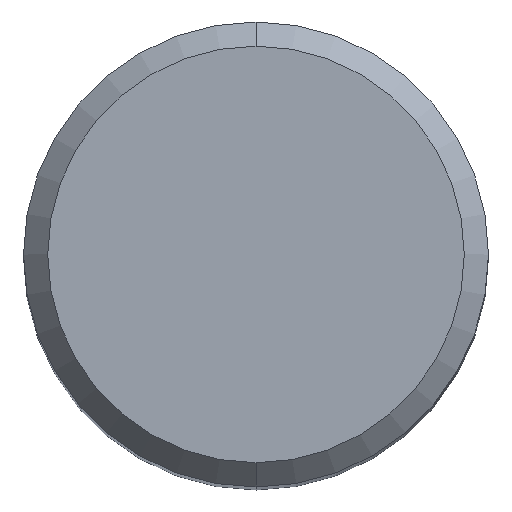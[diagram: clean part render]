
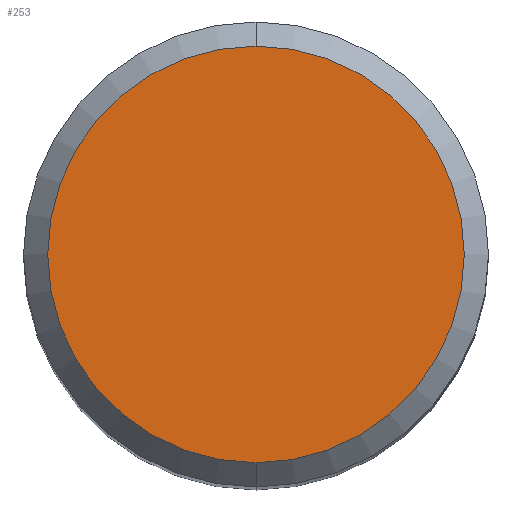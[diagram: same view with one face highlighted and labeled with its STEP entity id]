
A CAD part, top view. The second image highlights one B-rep face of the part: STEP entity #253.
In plain terms, the highlighted planar face has unit normal (0, 0, 1).
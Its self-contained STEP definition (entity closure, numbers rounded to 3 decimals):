
#159=VERTEX_POINT('',#393);
#227=VERTEX_POINT('',#470);
#253=ADVANCED_FACE('',(#498),#499,.T.);
#257=EDGE_CURVE('',#159,#227,#505,.T.);
#329=EDGE_CURVE('',#227,#159,#587,.T.);
#393=CARTESIAN_POINT('',(0.0,4.3,0.));
#470=CARTESIAN_POINT('',(0.,-4.3,0.));
#498=FACE_OUTER_BOUND('',#778,.T.);
#499=PLANE('',#779);
#505=CIRCLE('',#786,4.3);
#587=CIRCLE('',#903,4.3);
#778=EDGE_LOOP('',(#1095,#1096));
#779=AXIS2_PLACEMENT_3D('',#1097,#1098,#1099);
#786=AXIS2_PLACEMENT_3D('',#1108,#1109,#1110);
#903=AXIS2_PLACEMENT_3D('',#1217,#1218,#1219);
#1095=ORIENTED_EDGE('',*,*,#257,.F.);
#1096=ORIENTED_EDGE('',*,*,#329,.F.);
#1097=CARTESIAN_POINT('',(0.0,2.15,0.));
#1098=DIRECTION('',(-0.0,0.0,1.0));
#1099=DIRECTION('',(0.0,-1.0,0.0));
#1108=CARTESIAN_POINT('',(0.0,0.0,0.));
#1109=DIRECTION('',(0.0,0.0,-1.0));
#1110=DIRECTION('',(0.0,1.0,0.0));
#1217=CARTESIAN_POINT('',(0.0,0.0,0.));
#1218=DIRECTION('',(0.0,0.0,-1.0));
#1219=DIRECTION('',(0.0,1.0,0.0));
